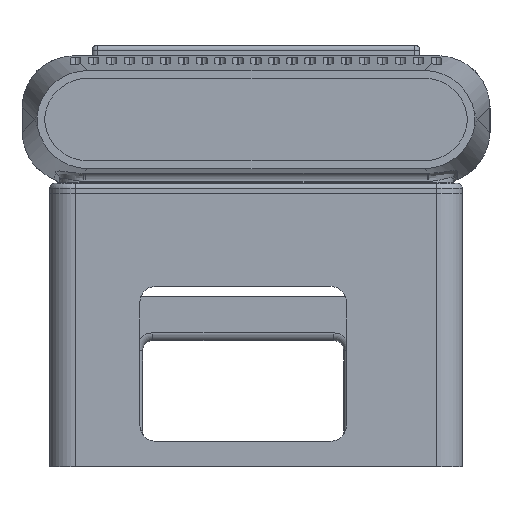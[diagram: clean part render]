
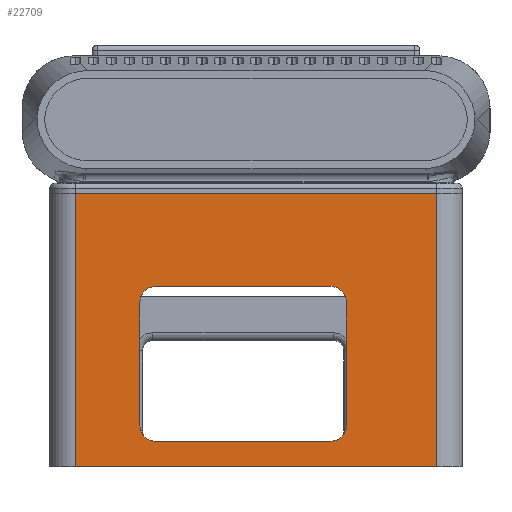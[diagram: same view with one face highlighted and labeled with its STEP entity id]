
A CAD part, front view. The second image highlights one B-rep face of the part: STEP entity #22709.
In plain terms, the highlighted planar face has unit normal (0, -1, 0).
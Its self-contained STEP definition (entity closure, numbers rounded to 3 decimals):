
#298=FACE_BOUND('',#3864,.T.);
#962=PLANE('',#24770);
#2476=FACE_OUTER_BOUND('',#3863,.T.);
#3863=EDGE_LOOP('',(#21073,#21074,#21075,#21076));
#3864=EDGE_LOOP('',(#21077,#21078,#21079,#21080,#21081,#21082,#21083,#21084));
#6062=LINE('',#40662,#8271);
#6066=LINE('',#40674,#8275);
#6070=LINE('',#40686,#8279);
#6074=LINE('',#40698,#8283);
#6080=LINE('',#40732,#8289);
#6081=LINE('',#40735,#8290);
#6082=LINE('',#40737,#8291);
#6083=LINE('',#40738,#8292);
#8271=VECTOR('',#30944,10.);
#8275=VECTOR('',#30956,10.);
#8279=VECTOR('',#30968,10.);
#8283=VECTOR('',#30980,10.);
#8289=VECTOR('',#31030,10.);
#8290=VECTOR('',#31033,10.);
#8291=VECTOR('',#31034,10.);
#8292=VECTOR('',#31035,10.);
#9080=CIRCLE('',#24738,3.);
#9082=CIRCLE('',#24742,3.);
#9084=CIRCLE('',#24746,3.);
#9086=CIRCLE('',#24750,3.);
#11243=VERTEX_POINT('',#40659);
#11244=VERTEX_POINT('',#40661);
#11246=VERTEX_POINT('',#40667);
#11248=VERTEX_POINT('',#40673);
#11250=VERTEX_POINT('',#40679);
#11252=VERTEX_POINT('',#40685);
#11254=VERTEX_POINT('',#40691);
#11256=VERTEX_POINT('',#40697);
#11261=VERTEX_POINT('',#40728);
#11262=VERTEX_POINT('',#40730);
#11263=VERTEX_POINT('',#40734);
#11264=VERTEX_POINT('',#40736);
#14507=EDGE_CURVE('',#11244,#11243,#6062,.T.);
#14510=EDGE_CURVE('',#11246,#11244,#9080,.T.);
#14513=EDGE_CURVE('',#11248,#11246,#6066,.T.);
#14516=EDGE_CURVE('',#11250,#11248,#9082,.T.);
#14519=EDGE_CURVE('',#11252,#11250,#6070,.T.);
#14522=EDGE_CURVE('',#11254,#11252,#9084,.T.);
#14525=EDGE_CURVE('',#11256,#11254,#6074,.T.);
#14528=EDGE_CURVE('',#11243,#11256,#9086,.T.);
#14545=EDGE_CURVE('',#11261,#11262,#6080,.T.);
#14546=EDGE_CURVE('',#11261,#11263,#6081,.T.);
#14547=EDGE_CURVE('',#11264,#11262,#6082,.T.);
#14548=EDGE_CURVE('',#11263,#11264,#6083,.T.);
#21073=ORIENTED_EDGE('',*,*,#14546,.F.);
#21074=ORIENTED_EDGE('',*,*,#14545,.T.);
#21075=ORIENTED_EDGE('',*,*,#14547,.F.);
#21076=ORIENTED_EDGE('',*,*,#14548,.F.);
#21077=ORIENTED_EDGE('',*,*,#14519,.T.);
#21078=ORIENTED_EDGE('',*,*,#14516,.T.);
#21079=ORIENTED_EDGE('',*,*,#14513,.T.);
#21080=ORIENTED_EDGE('',*,*,#14510,.T.);
#21081=ORIENTED_EDGE('',*,*,#14507,.T.);
#21082=ORIENTED_EDGE('',*,*,#14528,.T.);
#21083=ORIENTED_EDGE('',*,*,#14525,.T.);
#21084=ORIENTED_EDGE('',*,*,#14522,.T.);
#22709=ADVANCED_FACE('',(#2476,#298),#962,.T.);
#24738=AXIS2_PLACEMENT_3D('',#40668,#30950,#30951);
#24742=AXIS2_PLACEMENT_3D('',#40680,#30962,#30963);
#24746=AXIS2_PLACEMENT_3D('',#40692,#30974,#30975);
#24750=AXIS2_PLACEMENT_3D('',#40702,#30986,#30987);
#24770=AXIS2_PLACEMENT_3D('',#40733,#31031,#31032);
#30944=DIRECTION('',(1.,0.,0.));
#30950=DIRECTION('center_axis',(0.,1.,0.));
#30951=DIRECTION('ref_axis',(0.,0.,1.));
#30956=DIRECTION('',(0.,0.,1.));
#30962=DIRECTION('center_axis',(0.,1.,0.));
#30963=DIRECTION('ref_axis',(-1.,0.,0.));
#30968=DIRECTION('',(-1.,0.,0.));
#30974=DIRECTION('center_axis',(0.,1.,0.));
#30975=DIRECTION('ref_axis',(0.,0.,-1.));
#30980=DIRECTION('',(0.,0.,-1.));
#30986=DIRECTION('center_axis',(0.,1.,0.));
#30987=DIRECTION('ref_axis',(1.,0.,0.));
#31030=DIRECTION('',(0.,0.,1.));
#31031=DIRECTION('center_axis',(0.,-1.,0.));
#31032=DIRECTION('ref_axis',(1.,0.,0.));
#31033=DIRECTION('',(-1.,0.,0.));
#31034=DIRECTION('',(1.,0.,0.));
#31035=DIRECTION('',(0.,0.,1.));
#40659=CARTESIAN_POINT('',(49.5,-5.,35.));
#40661=CARTESIAN_POINT('',(15.5,-5.,35.));
#40662=CARTESIAN_POINT('',(7.75,-5.,35.));
#40667=CARTESIAN_POINT('',(12.5,-5.,32.));
#40668=CARTESIAN_POINT('Origin',(15.5,-5.,32.));
#40673=CARTESIAN_POINT('',(12.5,-5.,8.));
#40674=CARTESIAN_POINT('',(12.5,-5.,4.));
#40679=CARTESIAN_POINT('',(15.5,-5.,5.));
#40680=CARTESIAN_POINT('Origin',(15.5,-5.,8.));
#40685=CARTESIAN_POINT('',(49.5,-5.,5.));
#40686=CARTESIAN_POINT('',(24.75,-5.,5.));
#40691=CARTESIAN_POINT('',(52.5,-5.,8.));
#40692=CARTESIAN_POINT('Origin',(49.5,-5.,8.));
#40697=CARTESIAN_POINT('',(52.5,-5.,32.));
#40698=CARTESIAN_POINT('',(52.5,-5.,16.));
#40702=CARTESIAN_POINT('Origin',(49.5,-5.,32.));
#40728=CARTESIAN_POINT('',(70.,-5.,0.));
#40730=CARTESIAN_POINT('',(70.,-5.,53.));
#40732=CARTESIAN_POINT('',(70.,-5.,0.));
#40733=CARTESIAN_POINT('Origin',(0.,-5.,0.));
#40734=CARTESIAN_POINT('',(0.,-5.,0.));
#40735=CARTESIAN_POINT('',(70.,-5.,0.));
#40736=CARTESIAN_POINT('',(0.,-5.,53.));
#40737=CARTESIAN_POINT('',(70.,-5.,53.));
#40738=CARTESIAN_POINT('',(0.,-5.,0.));
